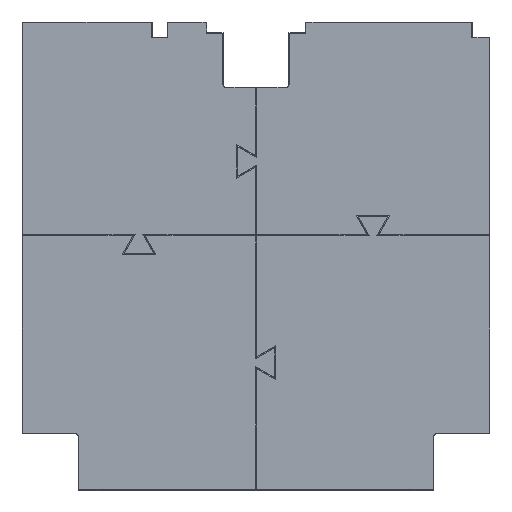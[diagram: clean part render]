
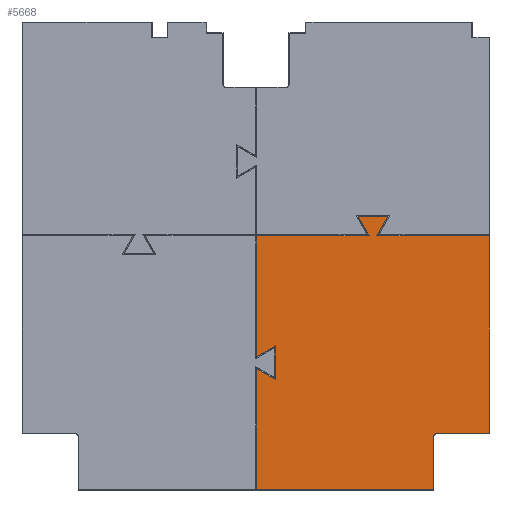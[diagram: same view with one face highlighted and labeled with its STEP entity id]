
A CAD part, top view. The second image highlights one B-rep face of the part: STEP entity #5668.
In plain terms, the highlighted planar face has unit normal (0, 0, 1).
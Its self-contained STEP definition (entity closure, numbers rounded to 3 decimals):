
#40=CIRCLE('',#5916,3.4);
#600=FACE_OUTER_BOUND('',#928,.T.);
#928=EDGE_LOOP('',(#5085,#5086,#5087,#5088,#5089,#5090,#5091,#5092,#5093,
#5094,#5095,#5096,#5097,#5098,#5099));
#1515=LINE('',#9948,#2149);
#1519=LINE('',#9955,#2153);
#1522=LINE('',#9961,#2156);
#1525=LINE('',#9967,#2159);
#1526=LINE('',#9971,#2160);
#1531=LINE('',#9979,#2165);
#1532=LINE('',#9982,#2166);
#1537=LINE('',#9991,#2171);
#1539=LINE('',#10000,#2173);
#1542=LINE('',#10006,#2176);
#1545=LINE('',#10012,#2179);
#1548=LINE('',#10018,#2182);
#1552=LINE('',#10026,#2186);
#1554=LINE('',#10029,#2188);
#2149=VECTOR('',#6946,10.);
#2153=VECTOR('',#6952,10.);
#2156=VECTOR('',#6957,10.);
#2159=VECTOR('',#6962,10.);
#2160=VECTOR('',#6965,10.);
#2165=VECTOR('',#6972,10.);
#2166=VECTOR('',#6975,10.);
#2171=VECTOR('',#6982,10.);
#2173=VECTOR('',#6992,10.);
#2176=VECTOR('',#6997,10.);
#2179=VECTOR('',#7002,10.);
#2182=VECTOR('',#7007,10.);
#2186=VECTOR('',#7013,10.);
#2188=VECTOR('',#7017,10.);
#2691=VERTEX_POINT('',#9945);
#2692=VERTEX_POINT('',#9947);
#2694=VERTEX_POINT('',#9953);
#2696=VERTEX_POINT('',#9959);
#2698=VERTEX_POINT('',#9965);
#2699=VERTEX_POINT('',#9969);
#2700=VERTEX_POINT('',#9970);
#2703=VERTEX_POINT('',#9981);
#2706=VERTEX_POINT('',#9989);
#2708=VERTEX_POINT('',#9995);
#2709=VERTEX_POINT('',#9999);
#2711=VERTEX_POINT('',#10005);
#2713=VERTEX_POINT('',#10011);
#2715=VERTEX_POINT('',#10017);
#2718=VERTEX_POINT('',#10025);
#3467=EDGE_CURVE('',#2691,#2692,#1515,.T.);
#3471=EDGE_CURVE('',#2694,#2691,#1519,.T.);
#3474=EDGE_CURVE('',#2696,#2694,#1522,.T.);
#3477=EDGE_CURVE('',#2698,#2696,#1525,.T.);
#3478=EDGE_CURVE('',#2699,#2700,#1526,.T.);
#3483=EDGE_CURVE('',#2700,#2698,#1531,.T.);
#3484=EDGE_CURVE('',#2703,#2699,#1532,.T.);
#3489=EDGE_CURVE('',#2706,#2703,#1537,.T.);
#3492=EDGE_CURVE('',#2708,#2706,#40,.T.);
#3493=EDGE_CURVE('',#2709,#2708,#1539,.T.);
#3496=EDGE_CURVE('',#2711,#2709,#1542,.T.);
#3499=EDGE_CURVE('',#2713,#2711,#1545,.T.);
#3502=EDGE_CURVE('',#2715,#2713,#1548,.T.);
#3506=EDGE_CURVE('',#2692,#2718,#1552,.T.);
#3508=EDGE_CURVE('',#2718,#2715,#1554,.T.);
#5085=ORIENTED_EDGE('',*,*,#3478,.F.);
#5086=ORIENTED_EDGE('',*,*,#3484,.F.);
#5087=ORIENTED_EDGE('',*,*,#3489,.F.);
#5088=ORIENTED_EDGE('',*,*,#3492,.F.);
#5089=ORIENTED_EDGE('',*,*,#3493,.F.);
#5090=ORIENTED_EDGE('',*,*,#3496,.F.);
#5091=ORIENTED_EDGE('',*,*,#3499,.F.);
#5092=ORIENTED_EDGE('',*,*,#3502,.F.);
#5093=ORIENTED_EDGE('',*,*,#3508,.F.);
#5094=ORIENTED_EDGE('',*,*,#3506,.F.);
#5095=ORIENTED_EDGE('',*,*,#3467,.F.);
#5096=ORIENTED_EDGE('',*,*,#3471,.F.);
#5097=ORIENTED_EDGE('',*,*,#3474,.F.);
#5098=ORIENTED_EDGE('',*,*,#3477,.F.);
#5099=ORIENTED_EDGE('',*,*,#3483,.F.);
#5354=PLANE('',#5931);
#5668=ADVANCED_FACE('',(#600),#5354,.T.);
#5916=AXIS2_PLACEMENT_3D('',#9997,#6988,#6989);
#5931=AXIS2_PLACEMENT_3D('',#10048,#7044,#7045);
#6946=DIRECTION('',(1.,0.,0.));
#6952=DIRECTION('',(0.,1.,0.));
#6957=DIRECTION('',(-0.866,-0.5,0.));
#6962=DIRECTION('',(0.,1.,0.));
#6965=DIRECTION('',(0.,1.,0.));
#6972=DIRECTION('',(0.866,-0.5,0.));
#6975=DIRECTION('',(-1.,0.,0.));
#6982=DIRECTION('',(0.,-1.,0.));
#6988=DIRECTION('center_axis',(0.,0.,1.));
#6989=DIRECTION('ref_axis',(0.,1.,0.));
#6992=DIRECTION('',(-1.,0.,0.));
#6997=DIRECTION('',(0.,-1.,0.));
#7002=DIRECTION('',(1.,0.,0.));
#7007=DIRECTION('',(-0.5,-0.866,0.));
#7013=DIRECTION('',(-0.5,0.866,0.));
#7017=DIRECTION('',(1.,0.,0.));
#7044=DIRECTION('center_axis',(0.,0.,1.));
#7045=DIRECTION('ref_axis',(-1.,0.,0.));
#9945=CARTESIAN_POINT('',(209.95,250.3,3.));
#9947=CARTESIAN_POINT('',(298.69,250.3,3.));
#9948=CARTESIAN_POINT('',(255.625,250.3,3.));
#9953=CARTESIAN_POINT('',(209.95,154.994,3.));
#9955=CARTESIAN_POINT('',(209.95,152.295,3.));
#9959=CARTESIAN_POINT('',(224.95,163.654,3.));
#9961=CARTESIAN_POINT('',(250.537,178.427,3.));
#9965=CARTESIAN_POINT('',(224.95,137.096,3.));
#9967=CARTESIAN_POINT('',(224.95,144.125,3.));
#9969=CARTESIAN_POINT('',(209.95,50.4,3.));
#9970=CARTESIAN_POINT('',(209.95,145.756,3.));
#9971=CARTESIAN_POINT('',(209.95,100.188,3.));
#9979=CARTESIAN_POINT('',(243.037,126.653,3.));
#9981=CARTESIAN_POINT('',(349.1,50.4,3.));
#9982=CARTESIAN_POINT('',(325.625,50.4,3.));
#9989=CARTESIAN_POINT('',(349.1,91.5,3.));
#9991=CARTESIAN_POINT('',(349.1,120.938,3.));
#9995=CARTESIAN_POINT('',(352.5,94.9,3.));
#9997=CARTESIAN_POINT('Origin',(352.5,91.5,3.));
#9999=CARTESIAN_POINT('',(393.6,94.9,3.));
#10000=CARTESIAN_POINT('',(347.875,94.9,3.));
#10005=CARTESIAN_POINT('',(393.6,250.3,3.));
#10006=CARTESIAN_POINT('',(393.6,200.563,3.));
#10011=CARTESIAN_POINT('',(304.81,250.3,3.));
#10012=CARTESIAN_POINT('',(255.625,250.3,3.));
#10017=CARTESIAN_POINT('',(313.471,265.3,3.));
#10018=CARTESIAN_POINT('',(287.318,220.003,3.));
#10025=CARTESIAN_POINT('',(290.029,265.3,3.));
#10026=CARTESIAN_POINT('',(320.512,212.503,3.));
#10029=CARTESIAN_POINT('',(295.5,265.3,3.));
#10048=CARTESIAN_POINT('Origin',(301.75,150.375,3.));
